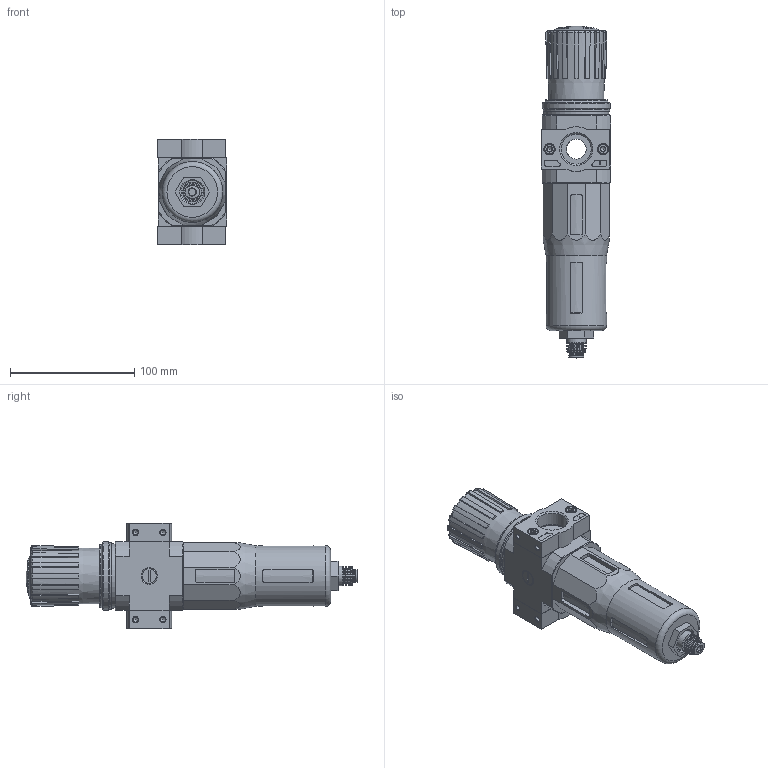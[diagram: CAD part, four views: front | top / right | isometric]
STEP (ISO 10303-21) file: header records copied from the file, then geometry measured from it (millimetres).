
FILE_DESCRIPTION(/* description */ ('STEP AP214'),/* implementation_level */ '2;1');
FILE_NAME(/* name */ '192626_LFR-3_4-D-5M-O-MIDI-A',/* time_stamp */ '2024-09-04T14:48:20+02:00',/* author */ ('License CC BY-ND 4.0'),/* organization */ ('CADENAS'),/* preprocessor_version */ 'ST-DEVELOPER v19.3',/* originating_system */ 'PARTsolutions',/* authorisation */ ' ');
FILE_SCHEMA (('CONFIG_CONTROL_DESIGN','AUTOMOTIVE_DESIGN {1 0 10303 214 3 1 1}'));
Length unit declared in the file: millimetre
Products named in the file (8): 192626 LFR-3/4-D-5M-O-MIDI-A---(0); 127311 LFR-D-5M-MIDI-A--(0); 380307 PBL-3/4-D-MIDI-R---(0) p1; DIN-912 - M5x18(F); 380305 PBL-3/4-D-MIDI-L---(1) p1; 398012 LRVS-D-MINI; 373846 LR-MIDI; 526489 MS4-LFR-V
Assembly tree (11 placements, depth 2):
  192626 LFR-3/4-D-5M-O-MIDI-A---(0)
    127311 LFR-D-5M-MIDI-A--(0)
    380307 PBL-3/4-D-MIDI-R---(0) p1
    DIN-912 - M5x18(F)  x4
    380305 PBL-3/4-D-MIDI-L---(1) p1
    398012 LRVS-D-MINI
    373846 LR-MIDI  x2
    526489 MS4-LFR-V
Bounding box: 55.5 x 266.72 x 85 mm (x, y, z)
Volume: 548204.3 mm3; surface area: 77490.3 mm2
Topology: 11 solids, 12 shells, 613 faces, 1466 edges, 927 vertices
Faces by surface type: plane 309, cylinder 124, cone 117, torus 58, sphere 5
Full cylindrical faces by diameter (mm): 4.134 x8, 5 x4, 6 x1, 6.3 x2, 8.5 x4, 9.6 x2, 11 x1, 11.2 x2, 11.4 x1, 11.445 x2, 11.6 x1, 11.8 x1, 13.157 x2, 15.8 x1, 16 x1, 18 x1, 24.117 x2, 26.4 x1, 29.7 x1, 30.8 x1, 39 x1, 48.7 x1, 50.16 x1, 50.376 x1, 52 x1, 53.5 x1, 54.8 x1
Entity records: 17853 total; most frequent: CARTESIAN_POINT 3462, DIRECTION 2413, ORIENTED_EDGE 2318, EDGE_CURVE 1159, AXIS2_PLACEMENT_3D 974, VERTEX_POINT 813, FACE_BOUND 688, EDGE_LOOP 683
